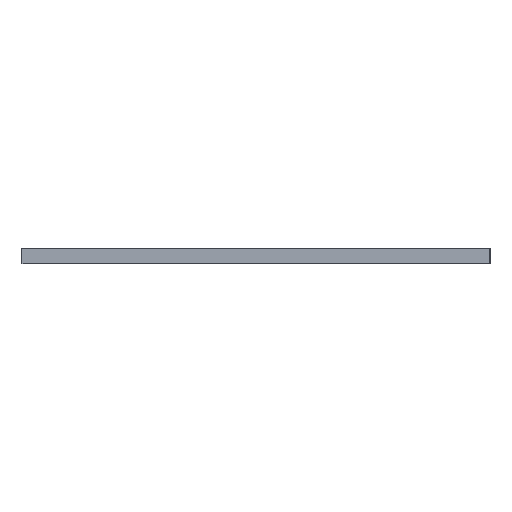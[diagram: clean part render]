
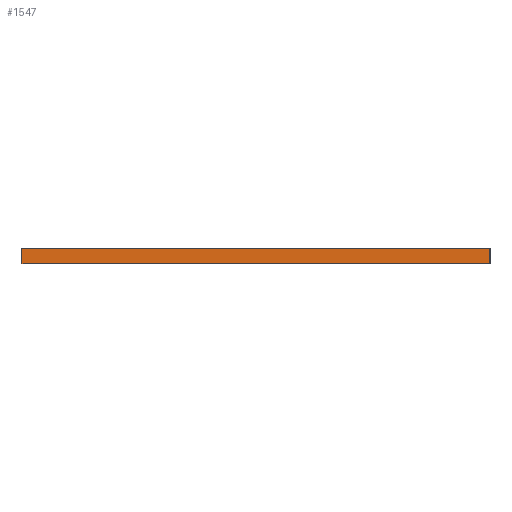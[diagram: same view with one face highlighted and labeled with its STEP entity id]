
A CAD part, left-side view. The second image highlights one B-rep face of the part: STEP entity #1547.
In plain terms, the highlighted planar face has unit normal (-1, 0, 0).
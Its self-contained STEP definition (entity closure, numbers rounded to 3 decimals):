
#129=DIRECTION('',(0.,-1.,0.));
#130=VECTOR('',#129,61.);
#131=CARTESIAN_POINT('',(119.494,313.362,2.));
#132=LINE('',#131,#130);
#137=DIRECTION('',(0.,0.,-1.));
#138=VECTOR('',#137,2.);
#139=CARTESIAN_POINT('',(119.494,252.362,2.));
#140=LINE('',#139,#138);
#144=DIRECTION('',(0.,1.,0.));
#145=VECTOR('',#144,61.);
#146=CARTESIAN_POINT('',(119.494,252.362,0.));
#147=LINE('',#146,#145);
#564=DIRECTION('',(0.,0.,-1.));
#565=VECTOR('',#564,2.);
#566=CARTESIAN_POINT('',(119.494,313.362,2.));
#567=LINE('',#566,#565);
#1316=CARTESIAN_POINT('',(119.494,313.362,2.));
#1317=CARTESIAN_POINT('',(119.494,252.362,2.));
#1318=VERTEX_POINT('',#1316);
#1319=VERTEX_POINT('',#1317);
#1320=CARTESIAN_POINT('',(119.494,252.362,0.));
#1321=VERTEX_POINT('',#1320);
#1322=CARTESIAN_POINT('',(119.494,313.362,0.));
#1323=VERTEX_POINT('',#1322);
#1532=CARTESIAN_POINT('',(119.494,282.862,0.));
#1533=DIRECTION('',(-1.,0.,0.));
#1534=DIRECTION('',(0.,-1.,0.));
#1535=AXIS2_PLACEMENT_3D('',#1532,#1533,#1534);
#1536=PLANE('',#1535);
#1538=ORIENTED_EDGE('',*,*,#1537,.T.);
#1540=ORIENTED_EDGE('',*,*,#1539,.T.);
#1542=ORIENTED_EDGE('',*,*,#1541,.T.);
#1544=ORIENTED_EDGE('',*,*,#1543,.F.);
#1545=EDGE_LOOP('',(#1538,#1540,#1542,#1544));
#1546=FACE_OUTER_BOUND('',#1545,.F.);
#1537=EDGE_CURVE('',#1318,#1319,#132,.T.);
#1539=EDGE_CURVE('',#1319,#1321,#140,.T.);
#1541=EDGE_CURVE('',#1321,#1323,#147,.T.);
#1543=EDGE_CURVE('',#1318,#1323,#567,.T.);
#1547=ADVANCED_FACE('',(#1546),#1536,.T.);
